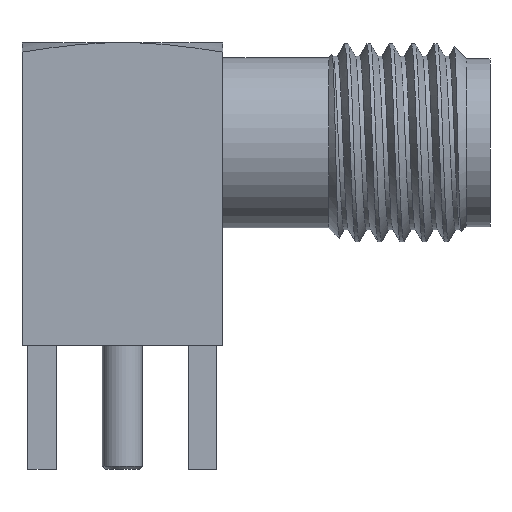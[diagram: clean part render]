
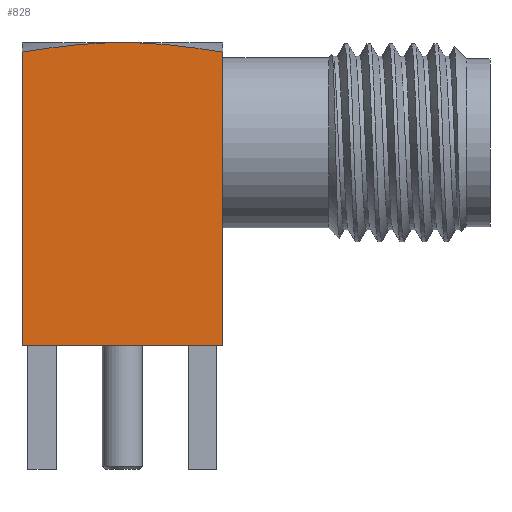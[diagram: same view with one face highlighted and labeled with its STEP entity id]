
A CAD part, left-side view. The second image highlights one B-rep face of the part: STEP entity #828.
In plain terms, the highlighted planar face has unit normal (-1, 0, 0).
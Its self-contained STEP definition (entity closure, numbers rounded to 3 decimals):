
#384 = VERTEX_POINT('',#385);
#385 = CARTESIAN_POINT('',(-3.175,7.427,1.845));
#400 = VERTEX_POINT('',#401);
#401 = CARTESIAN_POINT('',(-3.175,1.077,1.845));
#407 = EDGE_CURVE('',#400,#384,#408,.T.);
#408 = LINE('',#409,#410);
#409 = CARTESIAN_POINT('',(-3.175,1.077,1.845));
#410 = VECTOR('',#411,1.);
#411 = DIRECTION('',(0.,1.,0.));
#828 = ADVANCED_FACE('',(#829),#874,.T.);
#829 = FACE_BOUND('',#830,.T.);
#830 = EDGE_LOOP('',(#831,#847,#853,#854,#862));
#831 = ORIENTED_EDGE('',*,*,#832,.F.);
#832 = EDGE_CURVE('',#833,#835,#837,.T.);
#833 = VERTEX_POINT('',#834);
#834 = CARTESIAN_POINT('',(-3.175,7.427,11.111));
#835 = VERTEX_POINT('',#836);
#836 = CARTESIAN_POINT('',(-3.175,4.252,11.415));
#837 = B_SPLINE_CURVE_WITH_KNOTS('',3,(#838,#839,#840,#841,#842,#843,
    #844,#845,#846),.UNSPECIFIED.,.F.,.F.,(4,1,1,1,1,1,4),(0.,
    0.167,0.333,0.5,0.667,0.833,1.),
  .UNSPECIFIED.);
#838 = CARTESIAN_POINT('',(-3.175,7.427,11.111)
  );
#839 = CARTESIAN_POINT('',(-3.175,7.235,11.143)
  );
#840 = CARTESIAN_POINT('',(-3.175,6.856,11.202)
  );
#841 = CARTESIAN_POINT('',(-3.175,6.304,11.277)
  );
#842 = CARTESIAN_POINT('',(-3.175,5.766,11.338)
  );
#843 = CARTESIAN_POINT('',(-3.175,5.244,11.383)
  );
#844 = CARTESIAN_POINT('',(-3.175,4.738,11.409)
  );
#845 = CARTESIAN_POINT('',(-3.175,4.412,11.415)
  );
#846 = CARTESIAN_POINT('',(-3.175,4.252,11.415)
  );
#847 = ORIENTED_EDGE('',*,*,#848,.T.);
#848 = EDGE_CURVE('',#833,#384,#849,.T.);
#849 = LINE('',#850,#851);
#850 = CARTESIAN_POINT('',(-3.175,7.427,11.111)
  );
#851 = VECTOR('',#852,1.);
#852 = DIRECTION('',(0.,0.,-1.));
#853 = ORIENTED_EDGE('',*,*,#407,.F.);
#854 = ORIENTED_EDGE('',*,*,#855,.F.);
#855 = EDGE_CURVE('',#856,#400,#858,.T.);
#856 = VERTEX_POINT('',#857);
#857 = CARTESIAN_POINT('',(-3.175,1.077,11.111));
#858 = LINE('',#859,#860);
#859 = CARTESIAN_POINT('',(-3.175,1.077,11.111)
  );
#860 = VECTOR('',#861,1.);
#861 = DIRECTION('',(0.,0.,-1.));
#862 = ORIENTED_EDGE('',*,*,#863,.F.);
#863 = EDGE_CURVE('',#835,#856,#864,.T.);
#864 = B_SPLINE_CURVE_WITH_KNOTS('',3,(#865,#866,#867,#868,#869,#870,
    #871,#872,#873),.UNSPECIFIED.,.F.,.F.,(4,1,1,1,1,1,4),(0.,
    0.167,0.333,0.5,0.667,0.833,1.),
  .UNSPECIFIED.);
#865 = CARTESIAN_POINT('',(-3.175,4.252,11.415)
  );
#866 = CARTESIAN_POINT('',(-3.175,4.092,11.415)
  );
#867 = CARTESIAN_POINT('',(-3.175,3.765,11.409)
  );
#868 = CARTESIAN_POINT('',(-3.175,3.259,11.383)
  );
#869 = CARTESIAN_POINT('',(-3.175,2.737,11.338)
  );
#870 = CARTESIAN_POINT('',(-3.175,2.2,11.277
    ));
#871 = CARTESIAN_POINT('',(-3.175,1.648,11.202
    ));
#872 = CARTESIAN_POINT('',(-3.175,1.269,11.143)
  );
#873 = CARTESIAN_POINT('',(-3.175,1.077,11.111)
  );
#874 = PLANE('',#875);
#875 = AXIS2_PLACEMENT_3D('',#876,#877,#878);
#876 = CARTESIAN_POINT('',(-3.175,1.077,11.415));
#877 = DIRECTION('',(-1.,0.,0.));
#878 = DIRECTION('',(0.,0.,1.));
